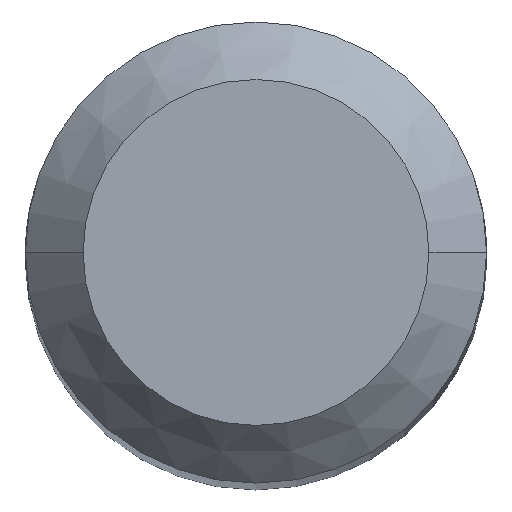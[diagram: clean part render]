
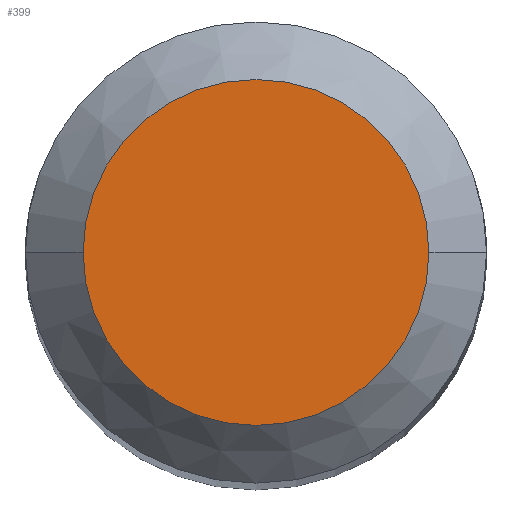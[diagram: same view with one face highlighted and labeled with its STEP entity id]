
A CAD part, top view. The second image highlights one B-rep face of the part: STEP entity #399.
In plain terms, the highlighted planar face has unit normal (0, 0, 1).
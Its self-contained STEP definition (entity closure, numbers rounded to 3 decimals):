
#351=CARTESIAN_POINT('Vertex',(3.,0.,70.)) ;
#358=CARTESIAN_POINT('Vertex',(-3.,0.,70.)) ;
#361=CARTESIAN_POINT('Axis2P3D Location',(0.,0.,70.)) ;
#378=CARTESIAN_POINT('Axis2P3D Location',(0.,0.,70.)) ;
#390=CARTESIAN_POINT('Axis2P3D Location',(0.,0.,70.)) ;
#362=DIRECTION('Axis2P3D Direction',(0.,0.,1.)) ;
#379=DIRECTION('Axis2P3D Direction',(0.,0.,1.)) ;
#391=DIRECTION('Axis2P3D Direction',(0.,0.,1.)) ;
#392=DIRECTION('Axis2P3D XDirection',(1.,0.,0.)) ;
#363=AXIS2_PLACEMENT_3D('Circle Axis2P3D',#361,#362,$) ;
#380=AXIS2_PLACEMENT_3D('Circle Axis2P3D',#378,#379,$) ;
#393=AXIS2_PLACEMENT_3D('Plane Axis2P3D',#390,#391,#392) ;
#396=ORIENTED_EDGE('',*,*,#365,.T.) ;
#397=ORIENTED_EDGE('',*,*,#382,.T.) ;
#399=ADVANCED_FACE('PartBody',(#398),#394,.T.) ;
#364=CIRCLE('generated circle',#363,3.) ;
#381=CIRCLE('generated circle',#380,3.) ;
#365=EDGE_CURVE('',#352,#359,#364,.T.) ;
#382=EDGE_CURVE('',#359,#352,#381,.T.) ;
#395=EDGE_LOOP('',(#396,#397)) ;
#398=FACE_OUTER_BOUND('',#395,.T.) ;
#394=PLANE('Plane',#393) ;
#352=VERTEX_POINT('',#351) ;
#359=VERTEX_POINT('',#358) ;
